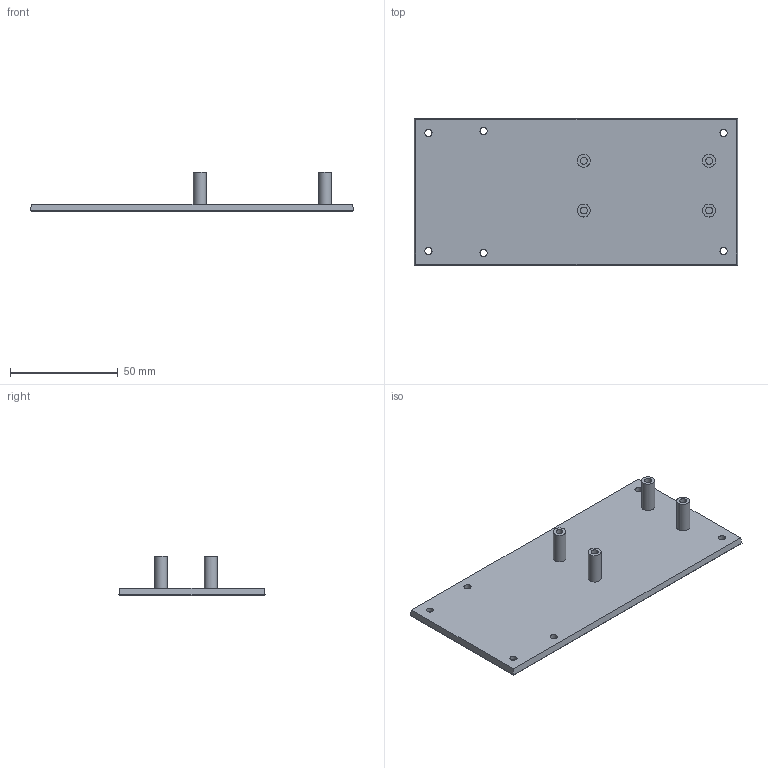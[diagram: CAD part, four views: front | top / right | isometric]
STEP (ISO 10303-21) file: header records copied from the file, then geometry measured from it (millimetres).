
FILE_DESCRIPTION(('HOOPS Exchange Step'),'2;1');
FILE_NAME('temp_export','2025-02-18T20:14:35+02:00',('sallar'),('Shapr3D Limited'),'HOOPS Exchange 2024.8','Shapr3D','Authorized');
FILE_SCHEMA( ('AP242_MANAGED_MODEL_BASED_3D_ENGINEERING_MIM_LF {1 0 10303 442 1 1 4}') );
Length unit declared in the file: millimetre
Products named in the file (1): Bottom plate
Bounding box: 149.83 x 67.83 x 18.5 mm (x, y, z)
Volume: 35522.1 mm3; surface area: 23754.3 mm2
Topology: 1 solids, 1 shells, 188 faces, 490 edges, 332 vertices
Faces by surface type: plane 130, bspline 38, cylinder 14, cone 6
Full cylindrical faces by diameter (mm): 3.2 x4, 3.3 x6, 6 x4
Entity records: 6418 total; most frequent: CARTESIAN_POINT 1914, ORIENTED_EDGE 980, DIRECTION 778, EDGE_CURVE 490, VECTOR 354, LINE 354, VERTEX_POINT 332, EDGE_LOOP 228
